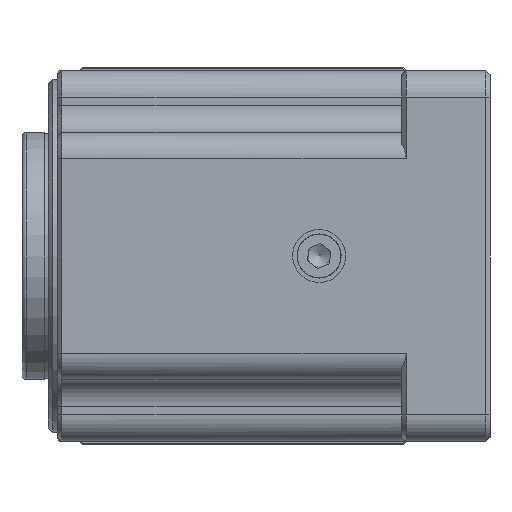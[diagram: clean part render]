
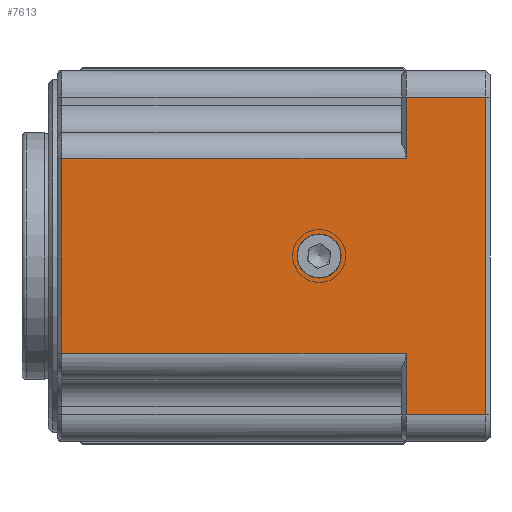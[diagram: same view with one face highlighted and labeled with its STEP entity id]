
A CAD part, left-side view. The second image highlights one B-rep face of the part: STEP entity #7613.
In plain terms, the highlighted planar face has unit normal (-1, 0, 0).
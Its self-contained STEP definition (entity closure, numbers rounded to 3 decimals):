
#200 = DIRECTION ( 'NONE',  ( 0., -1., 0. ) ) ;
#212 = CARTESIAN_POINT ( 'NONE',  ( -21., 10., -18. ) ) ;
#242 = LINE ( 'NONE', #212, #1449 ) ;
#684 = DIRECTION ( 'NONE',  ( 0., -1., 0. ) ) ;
#689 = CARTESIAN_POINT ( 'NONE',  ( -21., 49., -11. ) ) ;
#715 = LINE ( 'NONE', #689, #22016 ) ;
#1168 = DIRECTION ( 'NONE',  ( 0., -1., 0. ) ) ;
#1178 = CARTESIAN_POINT ( 'NONE',  ( -21., 10., 18. ) ) ;
#1216 = LINE ( 'NONE', #1178, #16649 ) ;
#1311 = DIRECTION ( 'NONE',  ( 0., 0., 1. ) ) ;
#1336 = DIRECTION ( 'NONE',  ( -1., 0., 0. ) ) ;
#1344 = CARTESIAN_POINT ( 'NONE',  ( -21., 19.35, 0. ) ) ;
#1449 = VECTOR ( 'NONE', #200, 1000. ) ;
#1892 = VECTOR ( 'NONE', #20394, 1000. ) ;
#1966 = CARTESIAN_POINT ( 'NONE',  ( -21., 0.5, 18. ) ) ;
#2547 = CIRCLE ( 'NONE', #20969, 2.5 ) ;
#2583 = ORIENTED_EDGE ( 'NONE', *, *, #2792, .F. ) ;
#2792 = EDGE_CURVE ( 'NONE', #17954, #17954, #2547, .T. ) ;
#2805 = ORIENTED_EDGE ( 'NONE', *, *, #17090, .F. ) ;
#2882 = EDGE_CURVE ( 'NONE', #14303, #19484, #715, .T. ) ;
#2927 = ORIENTED_EDGE ( 'NONE', *, *, #31872, .T. ) ;
#3119 = ORIENTED_EDGE ( 'NONE', *, *, #29252, .F. ) ;
#3128 = ORIENTED_EDGE ( 'NONE', *, *, #19520, .T. ) ;
#3169 = EDGE_CURVE ( 'NONE', #12021, #5558, #29970, .T. ) ;
#3286 = ORIENTED_EDGE ( 'NONE', *, *, #20470, .T. ) ;
#3322 = ORIENTED_EDGE ( 'NONE', *, *, #2882, .T. ) ;
#3407 = ORIENTED_EDGE ( 'NONE', *, *, #7142, .T. ) ;
#3602 = CARTESIAN_POINT ( 'NONE',  ( -21., 9.5, 18. ) ) ;
#3663 = ORIENTED_EDGE ( 'NONE', *, *, #3169, .T. ) ;
#3713 = EDGE_LOOP ( 'NONE', ( #2583 ) ) ;
#4936 = AXIS2_PLACEMENT_3D ( 'NONE', #10844, #10837, #10829 ) ;
#5031 = EDGE_LOOP ( 'NONE', ( #2805, #2927, #3119, #3128, #3322, #3407, #3286, #3663 ) ) ;
#5558 = VERTEX_POINT ( 'NONE', #1966 ) ;
#5577 = CARTESIAN_POINT ( 'NONE',  ( -21., 9.5, 11. ) ) ;
#5970 = VERTEX_POINT ( 'NONE', #30063 ) ;
#7142 = EDGE_CURVE ( 'NONE', #19484, #20944, #17170, .T. ) ;
#7613 = ADVANCED_FACE ( 'NONE', ( #10918, #10910 ), #10875, .F. ) ;
#10460 = DIRECTION ( 'NONE',  ( 0., 0., -1. ) ) ;
#10488 = CARTESIAN_POINT ( 'NONE',  ( -21., 48.5, 18. ) ) ;
#10494 = LINE ( 'NONE', #10488, #15884 ) ;
#10717 = DIRECTION ( 'NONE',  ( 0., -1., 0. ) ) ;
#10736 = CARTESIAN_POINT ( 'NONE',  ( -21., 49., 11. ) ) ;
#10759 = LINE ( 'NONE', #10736, #14344 ) ;
#10829 = DIRECTION ( 'NONE',  ( 0., 0., -1. ) ) ;
#10837 = DIRECTION ( 'NONE',  ( 1., 0., 0. ) ) ;
#10844 = CARTESIAN_POINT ( 'NONE',  ( -21., 10., 18. ) ) ;
#10875 = PLANE ( 'NONE',  #4936 ) ;
#10910 = FACE_OUTER_BOUND ( 'NONE', #5031, .T. ) ;
#10918 = FACE_BOUND ( 'NONE', #3713, .T. ) ;
#11019 = VERTEX_POINT ( 'NONE', #5577 ) ;
#11053 = CARTESIAN_POINT ( 'NONE',  ( -21., 9.5, -11. ) ) ;
#12021 = VERTEX_POINT ( 'NONE', #28308 ) ;
#12567 = VECTOR ( 'NONE', #17156, 1000. ) ;
#13136 = VECTOR ( 'NONE', #29922, 1000. ) ;
#13945 = VERTEX_POINT ( 'NONE', #3602 ) ;
#14303 = VERTEX_POINT ( 'NONE', #30327 ) ;
#14344 = VECTOR ( 'NONE', #10717, 1000. ) ;
#15884 = VECTOR ( 'NONE', #10460, 1000. ) ;
#16649 = VECTOR ( 'NONE', #1168, 1000. ) ;
#17090 = EDGE_CURVE ( 'NONE', #13945, #5558, #1216, .T. ) ;
#17156 = DIRECTION ( 'NONE',  ( 0., 0., -1. ) ) ;
#17164 = CARTESIAN_POINT ( 'NONE',  ( -21., 9.5, 18. ) ) ;
#17170 = LINE ( 'NONE', #17164, #12567 ) ;
#17950 = CARTESIAN_POINT ( 'NONE',  ( -21., 19.35, 2.5 ) ) ;
#17954 = VERTEX_POINT ( 'NONE', #17950 ) ;
#19484 = VERTEX_POINT ( 'NONE', #11053 ) ;
#19520 = EDGE_CURVE ( 'NONE', #5970, #14303, #10494, .T. ) ;
#20394 = DIRECTION ( 'NONE',  ( 0., 0., -1. ) ) ;
#20397 = CARTESIAN_POINT ( 'NONE',  ( -21., 9.5, 18. ) ) ;
#20407 = LINE ( 'NONE', #20397, #1892 ) ;
#20470 = EDGE_CURVE ( 'NONE', #20944, #12021, #242, .T. ) ;
#20944 = VERTEX_POINT ( 'NONE', #28309 ) ;
#20969 = AXIS2_PLACEMENT_3D ( 'NONE', #1344, #1336, #1311 ) ;
#22016 = VECTOR ( 'NONE', #684, 1000. ) ;
#28308 = CARTESIAN_POINT ( 'NONE',  ( -21., 0.5, -18. ) ) ;
#28309 = CARTESIAN_POINT ( 'NONE',  ( -21., 9.5, -18. ) ) ;
#29252 = EDGE_CURVE ( 'NONE', #5970, #11019, #10759, .T. ) ;
#29922 = DIRECTION ( 'NONE',  ( 0., 0., 1. ) ) ;
#29932 = CARTESIAN_POINT ( 'NONE',  ( -21., 0.5, 18. ) ) ;
#29970 = LINE ( 'NONE', #29932, #13136 ) ;
#30063 = CARTESIAN_POINT ( 'NONE',  ( -21., 48.5, 11. ) ) ;
#30327 = CARTESIAN_POINT ( 'NONE',  ( -21., 48.5, -11. ) ) ;
#31872 = EDGE_CURVE ( 'NONE', #13945, #11019, #20407, .T. ) ;
